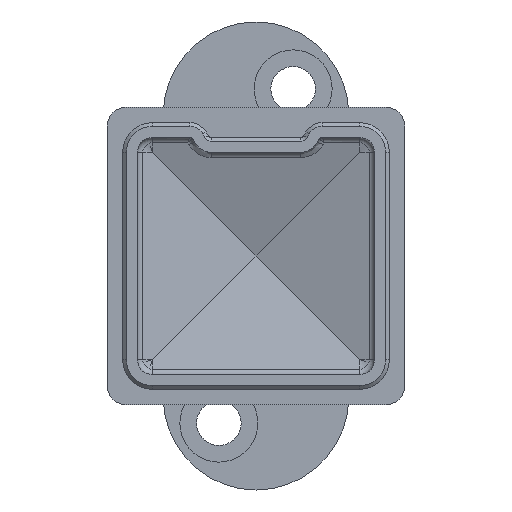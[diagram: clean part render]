
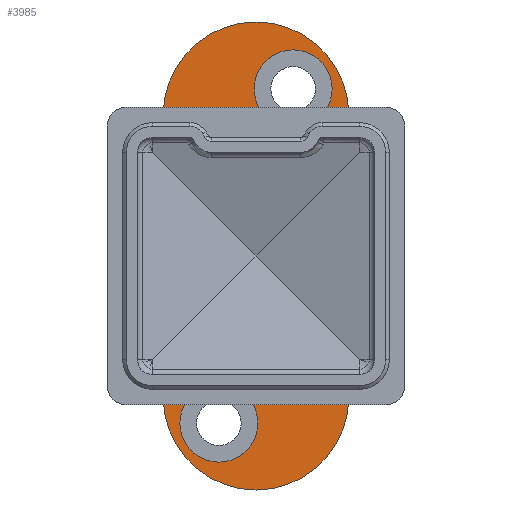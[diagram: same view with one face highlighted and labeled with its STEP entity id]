
A CAD part, front view. The second image highlights one B-rep face of the part: STEP entity #3985.
In plain terms, the highlighted face is planar.
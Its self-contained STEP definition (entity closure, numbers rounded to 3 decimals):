
#149 = CIRCLE ( 'NONE', #938, 8. ) ;
#195 = DIRECTION ( 'NONE',  ( 1., 0., 0. ) ) ;
#211 = ORIENTED_EDGE ( 'NONE', *, *, #1185, .T. ) ;
#275 = VERTEX_POINT ( 'NONE', #2679 ) ;
#299 = ORIENTED_EDGE ( 'NONE', *, *, #4424, .F. ) ;
#317 = VERTEX_POINT ( 'NONE', #3710 ) ;
#435 = AXIS2_PLACEMENT_3D ( 'NONE', #3363, #4288, #5771 ) ;
#481 = VERTEX_POINT ( 'NONE', #3050 ) ;
#507 = FACE_BOUND ( 'NONE', #823, .T. ) ;
#542 = FACE_OUTER_BOUND ( 'NONE', #4006, .T. ) ;
#578 = DIRECTION ( 'NONE',  ( 0., -1., 0. ) ) ;
#621 = AXIS2_PLACEMENT_3D ( 'NONE', #1970, #4812, #3415 ) ;
#763 = DIRECTION ( 'NONE',  ( 1., 0., 0. ) ) ;
#823 = EDGE_LOOP ( 'NONE', ( #1816, #5109 ) ) ;
#834 = DIRECTION ( 'NONE',  ( 0., 0., 1. ) ) ;
#880 = CARTESIAN_POINT ( 'NONE',  ( -12.5, 19., 2.7 ) ) ;
#908 = DIRECTION ( 'NONE',  ( 0., 0., 1. ) ) ;
#922 = LINE ( 'NONE', #1434, #4721 ) ;
#938 = AXIS2_PLACEMENT_3D ( 'NONE', #4853, #3895, #2100 ) ;
#1031 = DIRECTION ( 'NONE',  ( 1., 0., 0. ) ) ;
#1185 = EDGE_CURVE ( 'NONE', #275, #1372, #922, .T. ) ;
#1248 = CARTESIAN_POINT ( 'NONE',  ( 5., 22.5, 2.7 ) ) ;
#1293 = DIRECTION ( 'NONE',  ( 0., 0., 1. ) ) ;
#1372 = VERTEX_POINT ( 'NONE', #4435 ) ;
#1434 = CARTESIAN_POINT ( 'NONE',  ( 12.5, -19., 2.7 ) ) ;
#1682 = ORIENTED_EDGE ( 'NONE', *, *, #4587, .T. ) ;
#1723 = DIRECTION ( 'NONE',  ( 1., 0., 0. ) ) ;
#1770 = VERTEX_POINT ( 'NONE', #4456 ) ;
#1771 = VERTEX_POINT ( 'NONE', #2142 ) ;
#1816 = ORIENTED_EDGE ( 'NONE', *, *, #5155, .F. ) ;
#1908 = CARTESIAN_POINT ( 'NONE',  ( 0., -19., 2.7 ) ) ;
#1970 = CARTESIAN_POINT ( 'NONE',  ( 0., 0., 2.7 ) ) ;
#2051 = CIRCLE ( 'NONE', #435, 5.25 ) ;
#2063 = ORIENTED_EDGE ( 'NONE', *, *, #2650, .T. ) ;
#2100 = DIRECTION ( 'NONE',  ( 1., 0., 0. ) ) ;
#2142 = CARTESIAN_POINT ( 'NONE',  ( -12.5, -19., 2.7 ) ) ;
#2335 = CARTESIAN_POINT ( 'NONE',  ( 0.25, -22.5, 2.7 ) ) ;
#2378 = EDGE_CURVE ( 'NONE', #1771, #275, #5426, .T. ) ;
#2650 = EDGE_CURVE ( 'NONE', #1372, #5269, #6028, .T. ) ;
#2679 = CARTESIAN_POINT ( 'NONE',  ( 12.5, -19., 2.7 ) ) ;
#2710 = CIRCLE ( 'NONE', #5097, 5.25 ) ;
#2752 = DIRECTION ( 'NONE',  ( 1., 0., 0. ) ) ;
#2779 = EDGE_CURVE ( 'NONE', #481, #4683, #3734, .T. ) ;
#2809 = VERTEX_POINT ( 'NONE', #2335 ) ;
#2858 = VECTOR ( 'NONE', #578, 1000. ) ;
#2904 = FACE_BOUND ( 'NONE', #5704, .T. ) ;
#3050 = CARTESIAN_POINT ( 'NONE',  ( -8., 0., 2.7 ) ) ;
#3145 = CARTESIAN_POINT ( 'NONE',  ( -12.5, -19., 2.7 ) ) ;
#3262 = CIRCLE ( 'NONE', #5763, 5.25 ) ;
#3363 = CARTESIAN_POINT ( 'NONE',  ( -5., -22.5, 2.7 ) ) ;
#3383 = ORIENTED_EDGE ( 'NONE', *, *, #4047, .F. ) ;
#3392 = EDGE_CURVE ( 'NONE', #5269, #1771, #4081, .T. ) ;
#3415 = DIRECTION ( 'NONE',  ( 1., 0., 0. ) ) ;
#3568 = AXIS2_PLACEMENT_3D ( 'NONE', #1248, #4100, #1723 ) ;
#3611 = CARTESIAN_POINT ( 'NONE',  ( 8., 0., 2.7 ) ) ;
#3710 = CARTESIAN_POINT ( 'NONE',  ( -10.25, -22.5, 2.7 ) ) ;
#3728 = AXIS2_PLACEMENT_3D ( 'NONE', #1908, #4319, #1031 ) ;
#3734 = CIRCLE ( 'NONE', #621, 8. ) ;
#3866 = EDGE_CURVE ( 'NONE', #5466, #1770, #6058, .T. ) ;
#3874 = FACE_BOUND ( 'NONE', #5503, .T. ) ;
#3895 = DIRECTION ( 'NONE',  ( 0., 0., -1. ) ) ;
#3985 = ADVANCED_FACE ( 'NONE', ( #507, #2904, #3874, #542 ), #5177, .T. ) ;
#4006 = EDGE_LOOP ( 'NONE', ( #4113, #211, #2063, #4692 ) ) ;
#4047 = EDGE_CURVE ( 'NONE', #2809, #317, #3262, .T. ) ;
#4081 = LINE ( 'NONE', #3145, #2858 ) ;
#4100 = DIRECTION ( 'NONE',  ( 0., 0., 1. ) ) ;
#4113 = ORIENTED_EDGE ( 'NONE', *, *, #2378, .T. ) ;
#4121 = AXIS2_PLACEMENT_3D ( 'NONE', #5506, #834, #2752 ) ;
#4288 = DIRECTION ( 'NONE',  ( 0., 0., 1. ) ) ;
#4297 = CARTESIAN_POINT ( 'NONE',  ( -5., -22.5, 2.7 ) ) ;
#4319 = DIRECTION ( 'NONE',  ( 0., 0., 1. ) ) ;
#4354 = AXIS2_PLACEMENT_3D ( 'NONE', #5780, #908, #5302 ) ;
#4424 = EDGE_CURVE ( 'NONE', #317, #2809, #2051, .T. ) ;
#4435 = CARTESIAN_POINT ( 'NONE',  ( 12.5, 19., 2.7 ) ) ;
#4456 = CARTESIAN_POINT ( 'NONE',  ( 10.25, 22.5, 2.7 ) ) ;
#4457 = DIRECTION ( 'NONE',  ( 0., 0., 1. ) ) ;
#4587 = EDGE_CURVE ( 'NONE', #4683, #481, #149, .T. ) ;
#4683 = VERTEX_POINT ( 'NONE', #3611 ) ;
#4692 = ORIENTED_EDGE ( 'NONE', *, *, #3392, .T. ) ;
#4721 = VECTOR ( 'NONE', #5283, 1000. ) ;
#4812 = DIRECTION ( 'NONE',  ( 0., 0., -1. ) ) ;
#4853 = CARTESIAN_POINT ( 'NONE',  ( 0., 0., 2.7 ) ) ;
#5097 = AXIS2_PLACEMENT_3D ( 'NONE', #5998, #1293, #763 ) ;
#5109 = ORIENTED_EDGE ( 'NONE', *, *, #3866, .F. ) ;
#5155 = EDGE_CURVE ( 'NONE', #1770, #5466, #2710, .T. ) ;
#5177 = PLANE ( 'NONE',  #4354 ) ;
#5269 = VERTEX_POINT ( 'NONE', #880 ) ;
#5283 = DIRECTION ( 'NONE',  ( 0., 1., 0. ) ) ;
#5302 = DIRECTION ( 'NONE',  ( 1., 0., 0. ) ) ;
#5426 = CIRCLE ( 'NONE', #3728, 12.5 ) ;
#5466 = VERTEX_POINT ( 'NONE', #6107 ) ;
#5493 = ORIENTED_EDGE ( 'NONE', *, *, #2779, .T. ) ;
#5503 = EDGE_LOOP ( 'NONE', ( #1682, #5493 ) ) ;
#5506 = CARTESIAN_POINT ( 'NONE',  ( 0., 19., 2.7 ) ) ;
#5704 = EDGE_LOOP ( 'NONE', ( #3383, #299 ) ) ;
#5763 = AXIS2_PLACEMENT_3D ( 'NONE', #4297, #4457, #195 ) ;
#5771 = DIRECTION ( 'NONE',  ( 1., 0., 0. ) ) ;
#5780 = CARTESIAN_POINT ( 'NONE',  ( 0., -19., 2.7 ) ) ;
#5998 = CARTESIAN_POINT ( 'NONE',  ( 5., 22.5, 2.7 ) ) ;
#6028 = CIRCLE ( 'NONE', #4121, 12.5 ) ;
#6058 = CIRCLE ( 'NONE', #3568, 5.25 ) ;
#6107 = CARTESIAN_POINT ( 'NONE',  ( -0.25, 22.5, 2.7 ) ) ;
